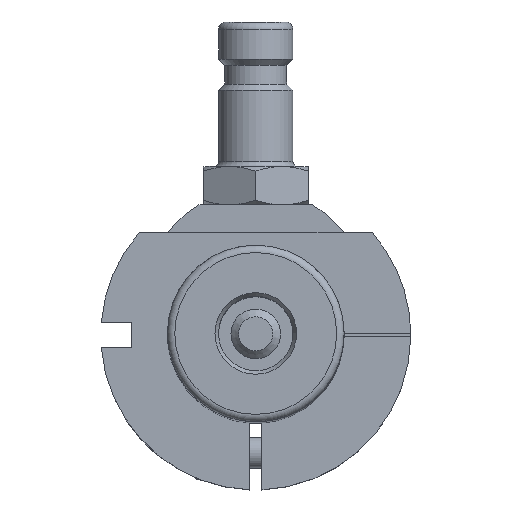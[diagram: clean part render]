
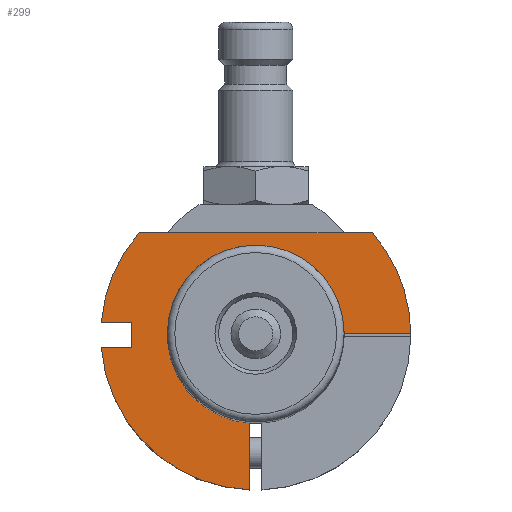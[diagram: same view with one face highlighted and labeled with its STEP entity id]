
A CAD part, top view. The second image highlights one B-rep face of the part: STEP entity #299.
In plain terms, the highlighted planar face has unit normal (0, 0, 1).
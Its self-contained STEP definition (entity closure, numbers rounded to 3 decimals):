
#84=LINE('',#1872,#143);
#85=LINE('',#1874,#144);
#86=LINE('',#1875,#145);
#87=LINE('',#1877,#146);
#88=LINE('',#1879,#147);
#89=LINE('',#1883,#148);
#143=VECTOR('',#1486,1.);
#144=VECTOR('',#1487,1.);
#145=VECTOR('',#1488,1.);
#146=VECTOR('',#1489,1.);
#147=VECTOR('',#1490,1.);
#148=VECTOR('',#1493,1.);
#299=ADVANCED_FACE('',(#418),#377,.T.);
#377=PLANE('',#1280);
#418=FACE_OUTER_BOUND('',#469,.T.);
#469=EDGE_LOOP('',(#618,#619,#620,#621,#622,#623,#624,#625,#626,#627));
#618=ORIENTED_EDGE('',*,*,#1047,.T.);
#619=ORIENTED_EDGE('',*,*,#1027,.F.);
#620=ORIENTED_EDGE('',*,*,#1048,.T.);
#621=ORIENTED_EDGE('',*,*,#1041,.F.);
#622=ORIENTED_EDGE('',*,*,#1049,.T.);
#623=ORIENTED_EDGE('',*,*,#1050,.T.);
#624=ORIENTED_EDGE('',*,*,#1051,.F.);
#625=ORIENTED_EDGE('',*,*,#1052,.F.);
#626=ORIENTED_EDGE('',*,*,#1053,.T.);
#627=ORIENTED_EDGE('',*,*,#1054,.T.);
#916=VERTEX_POINT('',#1831);
#917=VERTEX_POINT('',#1833);
#928=VERTEX_POINT('',#1861);
#929=VERTEX_POINT('',#1862);
#932=VERTEX_POINT('',#1873);
#933=VERTEX_POINT('',#1876);
#934=VERTEX_POINT('',#1878);
#935=VERTEX_POINT('',#1880);
#936=VERTEX_POINT('',#1882);
#937=VERTEX_POINT('',#1884);
#1027=EDGE_CURVE('',#916,#917,#1181,.T.);
#1041=EDGE_CURVE('',#928,#929,#1188,.T.);
#1047=EDGE_CURVE('',#932,#917,#84,.T.);
#1048=EDGE_CURVE('',#916,#929,#85,.T.);
#1049=EDGE_CURVE('',#928,#933,#86,.T.);
#1050=EDGE_CURVE('',#933,#934,#87,.T.);
#1051=EDGE_CURVE('',#935,#934,#88,.T.);
#1052=EDGE_CURVE('',#936,#935,#1190,.T.);
#1053=EDGE_CURVE('',#936,#937,#89,.T.);
#1054=EDGE_CURVE('',#937,#932,#1191,.T.);
#1181=CIRCLE('',#1264,25.);
#1188=CIRCLE('',#1274,25.);
#1190=CIRCLE('',#1278,25.);
#1191=CIRCLE('',#1279,14.25);
#1264=AXIS2_PLACEMENT_3D('',#1832,#1447,#1448);
#1274=AXIS2_PLACEMENT_3D('',#1860,#1474,#1475);
#1278=AXIS2_PLACEMENT_3D('',#1881,#1491,#1492);
#1279=AXIS2_PLACEMENT_3D('',#1885,#1494,#1495);
#1280=AXIS2_PLACEMENT_3D('',#1886,#1496,#1497);
#1447=DIRECTION('',(0.,0.,-1.));
#1448=DIRECTION('',(0.,-1.,0.));
#1474=DIRECTION('',(0.,0.,-1.));
#1475=DIRECTION('',(0.,-1.,0.));
#1486=DIRECTION('',(1.,0.,0.));
#1487=DIRECTION('',(-1.,0.,0.));
#1488=DIRECTION('',(1.,0.,0.));
#1489=DIRECTION('',(0.,-1.,0.));
#1490=DIRECTION('',(1.,0.,0.));
#1491=DIRECTION('',(0.,0.,-1.));
#1492=DIRECTION('',(0.,-1.,0.));
#1493=DIRECTION('',(0.,1.,0.));
#1494=DIRECTION('',(0.,0.,-1.));
#1495=DIRECTION('',(0.,-1.,0.));
#1496=DIRECTION('',(0.,0.,1.));
#1497=DIRECTION('',(0.,1.,0.));
#1831=CARTESIAN_POINT('',(18.782,16.5,0.));
#1832=CARTESIAN_POINT('',(0.,0.,0.));
#1833=CARTESIAN_POINT('',(24.999,0.25,0.));
#1860=CARTESIAN_POINT('',(0.,0.,0.));
#1861=CARTESIAN_POINT('',(-24.919,2.01,0.));
#1862=CARTESIAN_POINT('',(-18.782,16.5,0.));
#1872=CARTESIAN_POINT('',(10.,0.25,0.));
#1873=CARTESIAN_POINT('',(14.248,0.25,0.));
#1874=CARTESIAN_POINT('',(0.,16.5,0.));
#1875=CARTESIAN_POINT('',(-40.,2.01,0.));
#1876=CARTESIAN_POINT('',(-20.,2.01,0.));
#1877=CARTESIAN_POINT('',(-20.,2.01,0.));
#1878=CARTESIAN_POINT('',(-20.,-2.01,0.));
#1879=CARTESIAN_POINT('',(-40.,-2.01,0.));
#1880=CARTESIAN_POINT('',(-24.919,-2.01,0.));
#1881=CARTESIAN_POINT('',(0.,0.,0.));
#1882=CARTESIAN_POINT('',(-1.,-24.98,0.));
#1883=CARTESIAN_POINT('',(-1.,-39.5,0.));
#1884=CARTESIAN_POINT('',(-1.,-14.215,0.));
#1885=CARTESIAN_POINT('',(0.,0.,0.));
#1886=CARTESIAN_POINT('',(0.,0.,0.));
